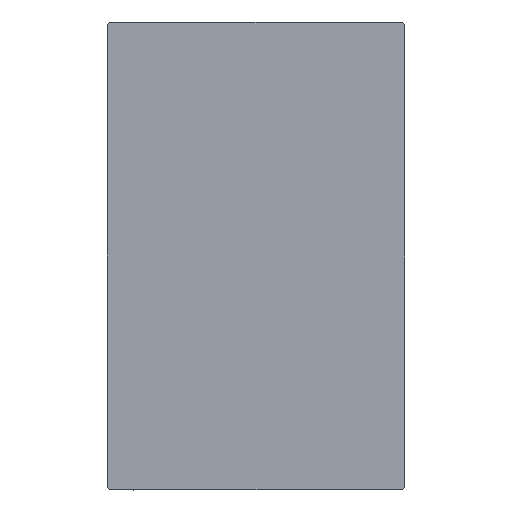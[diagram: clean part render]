
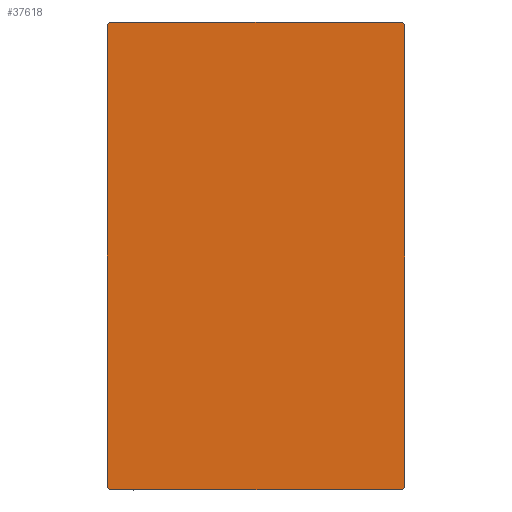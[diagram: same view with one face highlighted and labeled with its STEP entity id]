
A CAD part, left-side view. The second image highlights one B-rep face of the part: STEP entity #37618.
In plain terms, the highlighted face is planar.
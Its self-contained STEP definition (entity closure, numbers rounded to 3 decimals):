
#26 = EDGE_CURVE ( 'NONE', #25764, #10904, #15397, .T. ) ;
#1105 = LINE ( 'NONE', #7668, #8045 ) ;
#2491 = PLANE ( 'NONE',  #5861 ) ;
#2639 = VECTOR ( 'NONE', #10572, 1000. ) ;
#2889 = VECTOR ( 'NONE', #22196, 1000. ) ;
#3145 = EDGE_CURVE ( 'NONE', #11730, #25271, #11438, .T. ) ;
#4173 = DIRECTION ( 'NONE',  ( 0., 0.707, 0.707 ) ) ;
#5123 = DIRECTION ( 'NONE',  ( 0., -0.707, 0.707 ) ) ;
#5555 = ORIENTED_EDGE ( 'NONE', *, *, #3145, .T. ) ;
#5563 = LINE ( 'NONE', #15847, #22080 ) ;
#5573 = ORIENTED_EDGE ( 'NONE', *, *, #28148, .T. ) ;
#5861 = AXIS2_PLACEMENT_3D ( 'NONE', #38390, #19121, #42329 ) ;
#6539 = VERTEX_POINT ( 'NONE', #34834 ) ;
#7351 = ORIENTED_EDGE ( 'NONE', *, *, #26, .T. ) ;
#7668 = CARTESIAN_POINT ( 'NONE',  ( 76., 22.35, -22.35 ) ) ;
#8045 = VECTOR ( 'NONE', #4173, 1000. ) ;
#8334 = ORIENTED_EDGE ( 'NONE', *, *, #17957, .T. ) ;
#10572 = DIRECTION ( 'NONE',  ( 0., -0.707, -0.707 ) ) ;
#10787 = CARTESIAN_POINT ( 'NONE',  ( 76., -22.35, 22.35 ) ) ;
#10904 = VERTEX_POINT ( 'NONE', #17695 ) ;
#11438 = LINE ( 'NONE', #10787, #2639 ) ;
#11730 = VERTEX_POINT ( 'NONE', #38062 ) ;
#12117 = CARTESIAN_POINT ( 'NONE',  ( 76., 17.5, -27.5 ) ) ;
#14054 = EDGE_CURVE ( 'NONE', #6539, #11730, #22095, .T. ) ;
#14561 = ORIENTED_EDGE ( 'NONE', *, *, #14054, .T. ) ;
#15397 = LINE ( 'NONE', #12117, #2889 ) ;
#15455 = VECTOR ( 'NONE', #36373, 1000. ) ;
#15847 = CARTESIAN_POINT ( 'NONE',  ( 76., -17.5, 27.5 ) ) ;
#16727 = CARTESIAN_POINT ( 'NONE',  ( 76., -17.2, -27.5 ) ) ;
#17695 = CARTESIAN_POINT ( 'NONE',  ( 76., 17.5, 27.2 ) ) ;
#17957 = EDGE_CURVE ( 'NONE', #30886, #20250, #33094, .T. ) ;
#19121 = DIRECTION ( 'NONE',  ( 1., 0., 0. ) ) ;
#20250 = VERTEX_POINT ( 'NONE', #32997 ) ;
#21635 = ORIENTED_EDGE ( 'NONE', *, *, #42136, .T. ) ;
#21758 = VECTOR ( 'NONE', #28865, 1000. ) ;
#21977 = CARTESIAN_POINT ( 'NONE',  ( 76., 22.35, 22.35 ) ) ;
#22080 = VECTOR ( 'NONE', #32042, 1000. ) ;
#22095 = LINE ( 'NONE', #28442, #21758 ) ;
#22196 = DIRECTION ( 'NONE',  ( 0., 0., 1. ) ) ;
#24039 = CARTESIAN_POINT ( 'NONE',  ( 76., 17.5, -27.2 ) ) ;
#25271 = VERTEX_POINT ( 'NONE', #35494 ) ;
#25687 = LINE ( 'NONE', #21977, #37397 ) ;
#25692 = FACE_OUTER_BOUND ( 'NONE', #36794, .T. ) ;
#25764 = VERTEX_POINT ( 'NONE', #24039 ) ;
#26597 = CARTESIAN_POINT ( 'NONE',  ( 76., -17.5, -27.2 ) ) ;
#27270 = DIRECTION ( 'NONE',  ( 0., 0.707, -0.707 ) ) ;
#28148 = EDGE_CURVE ( 'NONE', #10904, #6539, #25687, .T. ) ;
#28442 = CARTESIAN_POINT ( 'NONE',  ( 76., 17.5, 27.5 ) ) ;
#28865 = DIRECTION ( 'NONE',  ( 0., -1., 0. ) ) ;
#30886 = VERTEX_POINT ( 'NONE', #16727 ) ;
#32042 = DIRECTION ( 'NONE',  ( 0., 0., -1. ) ) ;
#32997 = CARTESIAN_POINT ( 'NONE',  ( 76., 17.2, -27.5 ) ) ;
#33094 = LINE ( 'NONE', #40095, #15455 ) ;
#34514 = ORIENTED_EDGE ( 'NONE', *, *, #40205, .T. ) ;
#34834 = CARTESIAN_POINT ( 'NONE',  ( 76., 17.2, 27.5 ) ) ;
#35494 = CARTESIAN_POINT ( 'NONE',  ( 76., -17.5, 27.2 ) ) ;
#36373 = DIRECTION ( 'NONE',  ( 0., 1., 0. ) ) ;
#36752 = VERTEX_POINT ( 'NONE', #26597 ) ;
#36794 = EDGE_LOOP ( 'NONE', ( #8334, #34514, #7351, #5573, #14561, #5555, #21635, #37387 ) ) ;
#37387 = ORIENTED_EDGE ( 'NONE', *, *, #40647, .T. ) ;
#37397 = VECTOR ( 'NONE', #5123, 1000. ) ;
#37618 = ADVANCED_FACE ( 'NONE', ( #25692 ), #2491, .T. ) ;
#38062 = CARTESIAN_POINT ( 'NONE',  ( 76., -17.2, 27.5 ) ) ;
#38100 = VECTOR ( 'NONE', #27270, 1000. ) ;
#38390 = CARTESIAN_POINT ( 'NONE',  ( 76., 0., 0. ) ) ;
#40095 = CARTESIAN_POINT ( 'NONE',  ( 76., -17.5, -27.5 ) ) ;
#40205 = EDGE_CURVE ( 'NONE', #20250, #25764, #1105, .T. ) ;
#40623 = LINE ( 'NONE', #41058, #38100 ) ;
#40647 = EDGE_CURVE ( 'NONE', #36752, #30886, #40623, .T. ) ;
#41058 = CARTESIAN_POINT ( 'NONE',  ( 76., -22.35, -22.35 ) ) ;
#42136 = EDGE_CURVE ( 'NONE', #25271, #36752, #5563, .T. ) ;
#42329 = DIRECTION ( 'NONE',  ( 0., 0., -1. ) ) ;
